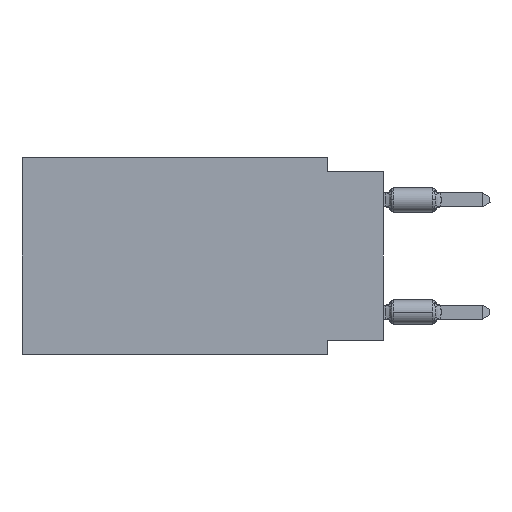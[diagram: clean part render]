
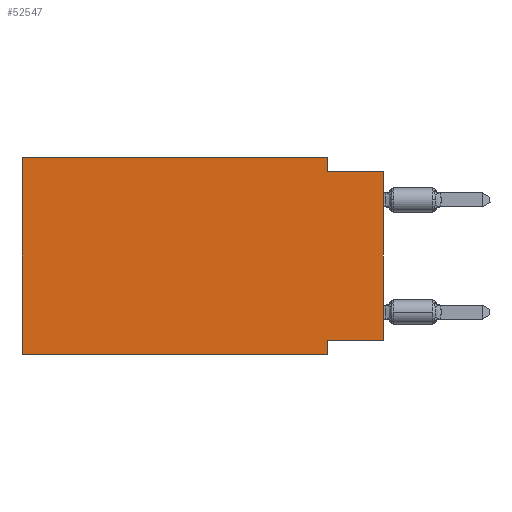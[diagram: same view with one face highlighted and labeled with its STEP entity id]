
A CAD part, left-side view. The second image highlights one B-rep face of the part: STEP entity #52547.
In plain terms, the highlighted planar face has unit normal (-1, 0, 0).
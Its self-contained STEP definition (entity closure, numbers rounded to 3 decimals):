
#1419 = DIRECTION ( 'NONE',  ( 0., -1., 0. ) ) ;
#1498 = LINE ( 'NONE', #23284, #38972 ) ;
#3352 = LINE ( 'NONE', #19363, #28826 ) ;
#3901 = VECTOR ( 'NONE', #34625, 1000. ) ;
#4569 = ORIENTED_EDGE ( 'NONE', *, *, #9653, .T. ) ;
#5194 = VECTOR ( 'NONE', #46939, 1000. ) ;
#6465 = VERTEX_POINT ( 'NONE', #60994 ) ;
#7694 = CARTESIAN_POINT ( 'NONE',  ( 0., 16.383, 0. ) ) ;
#9650 = ORIENTED_EDGE ( 'NONE', *, *, #65417, .F. ) ;
#9653 = EDGE_CURVE ( 'NONE', #6465, #15632, #39731, .T. ) ;
#9668 = CARTESIAN_POINT ( 'NONE',  ( 0., 0., -0.635 ) ) ;
#9876 = CARTESIAN_POINT ( 'NONE',  ( 0., 2.54, -8.89 ) ) ;
#11105 = VERTEX_POINT ( 'NONE', #7694 ) ;
#11408 = EDGE_LOOP ( 'NONE', ( #4569, #62149, #46854, #27084, #37907, #42474, #50353, #9650 ) ) ;
#11584 = EDGE_CURVE ( 'NONE', #11105, #44736, #1498, .T. ) ;
#14582 = DIRECTION ( 'NONE',  ( 0., 1., 0. ) ) ;
#14631 = DIRECTION ( 'NONE',  ( 0., 0., -1. ) ) ;
#15423 = CARTESIAN_POINT ( 'NONE',  ( 0., 16.383, 0. ) ) ;
#15632 = VERTEX_POINT ( 'NONE', #9668 ) ;
#16765 = EDGE_CURVE ( 'NONE', #44736, #55172, #37729, .T. ) ;
#18306 = CARTESIAN_POINT ( 'NONE',  ( 0., 0., 0. ) ) ;
#19058 = CARTESIAN_POINT ( 'NONE',  ( 0., 2.54, -8.89 ) ) ;
#19363 = CARTESIAN_POINT ( 'NONE',  ( 0., 0., -8.255 ) ) ;
#20506 = DIRECTION ( 'NONE',  ( 0., -1., 0. ) ) ;
#21865 = CARTESIAN_POINT ( 'NONE',  ( 0., 16.383, -8.89 ) ) ;
#22129 = VERTEX_POINT ( 'NONE', #19058 ) ;
#22869 = AXIS2_PLACEMENT_3D ( 'NONE', #15423, #32092, #52873 ) ;
#23284 = CARTESIAN_POINT ( 'NONE',  ( 0., 16.383, 0. ) ) ;
#24755 = LINE ( 'NONE', #66962, #66519 ) ;
#26274 = LINE ( 'NONE', #47029, #52955 ) ;
#26958 = EDGE_CURVE ( 'NONE', #38331, #22129, #58613, .T. ) ;
#27084 = ORIENTED_EDGE ( 'NONE', *, *, #11584, .F. ) ;
#28826 = VECTOR ( 'NONE', #14582, 1000. ) ;
#32092 = DIRECTION ( 'NONE',  ( 1., 0., 0. ) ) ;
#32476 = DIRECTION ( 'NONE',  ( 0., -1., 0. ) ) ;
#34625 = DIRECTION ( 'NONE',  ( 0., 0., 1. ) ) ;
#35282 = DIRECTION ( 'NONE',  ( 0., 0., 1. ) ) ;
#35493 = EDGE_CURVE ( 'NONE', #55172, #15632, #26274, .T. ) ;
#36939 = EDGE_CURVE ( 'NONE', #46827, #22129, #45956, .T. ) ;
#37729 = LINE ( 'NONE', #38063, #5194 ) ;
#37907 = ORIENTED_EDGE ( 'NONE', *, *, #42383, .F. ) ;
#38063 = CARTESIAN_POINT ( 'NONE',  ( 0., 2.54, 0. ) ) ;
#38331 = VERTEX_POINT ( 'NONE', #58493 ) ;
#38972 = VECTOR ( 'NONE', #32476, 1000. ) ;
#39731 = LINE ( 'NONE', #18306, #3901 ) ;
#40968 = CARTESIAN_POINT ( 'NONE',  ( 0., 2.54, -0.635 ) ) ;
#41980 = FACE_OUTER_BOUND ( 'NONE', #11408, .T. ) ;
#42383 = EDGE_CURVE ( 'NONE', #38331, #11105, #24755, .T. ) ;
#42474 = ORIENTED_EDGE ( 'NONE', *, *, #26958, .T. ) ;
#44736 = VERTEX_POINT ( 'NONE', #49935 ) ;
#45956 = LINE ( 'NONE', #9876, #59616 ) ;
#46827 = VERTEX_POINT ( 'NONE', #64444 ) ;
#46854 = ORIENTED_EDGE ( 'NONE', *, *, #16765, .F. ) ;
#46939 = DIRECTION ( 'NONE',  ( 0., 0., -1. ) ) ;
#47029 = CARTESIAN_POINT ( 'NONE',  ( 0., 0., -0.635 ) ) ;
#49935 = CARTESIAN_POINT ( 'NONE',  ( 0., 2.54, 0. ) ) ;
#50353 = ORIENTED_EDGE ( 'NONE', *, *, #36939, .F. ) ;
#52531 = PLANE ( 'NONE',  #22869 ) ;
#52547 = ADVANCED_FACE ( 'NONE', ( #41980 ), #52531, .F. ) ;
#52873 = DIRECTION ( 'NONE',  ( 0., 0., -1. ) ) ;
#52955 = VECTOR ( 'NONE', #20506, 1000. ) ;
#55172 = VERTEX_POINT ( 'NONE', #40968 ) ;
#58493 = CARTESIAN_POINT ( 'NONE',  ( 0., 16.383, -8.89 ) ) ;
#58613 = LINE ( 'NONE', #21865, #63069 ) ;
#59616 = VECTOR ( 'NONE', #14631, 1000. ) ;
#60994 = CARTESIAN_POINT ( 'NONE',  ( 0., 0., -8.255 ) ) ;
#62149 = ORIENTED_EDGE ( 'NONE', *, *, #35493, .F. ) ;
#63069 = VECTOR ( 'NONE', #1419, 1000. ) ;
#64444 = CARTESIAN_POINT ( 'NONE',  ( 0., 2.54, -8.255 ) ) ;
#65417 = EDGE_CURVE ( 'NONE', #6465, #46827, #3352, .T. ) ;
#66519 = VECTOR ( 'NONE', #35282, 1000. ) ;
#66962 = CARTESIAN_POINT ( 'NONE',  ( 0., 16.383, 0. ) ) ;
